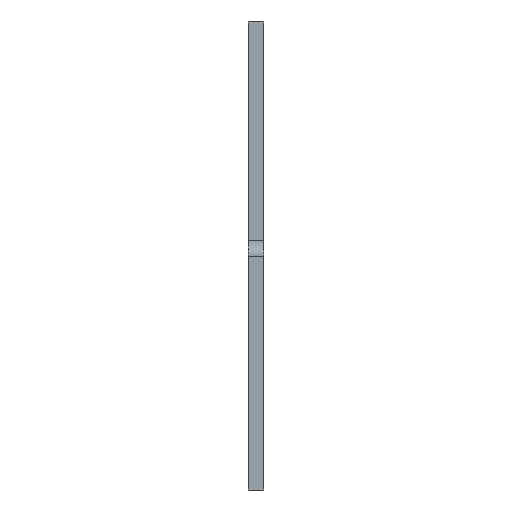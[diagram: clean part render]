
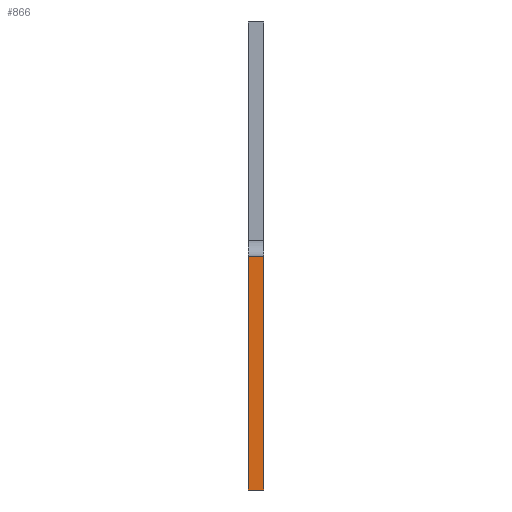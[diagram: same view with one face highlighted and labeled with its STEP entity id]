
A CAD part, left-side view. The second image highlights one B-rep face of the part: STEP entity #866.
In plain terms, the highlighted planar face has unit normal (-1, 0, 0).
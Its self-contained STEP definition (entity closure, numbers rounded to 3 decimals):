
#50 = ORIENTED_EDGE ( 'NONE', *, *, #494, .F. ) ;
#72 = DIRECTION ( 'NONE',  ( 0., 0., -1. ) ) ;
#98 = DIRECTION ( 'NONE',  ( 0., -1., 0. ) ) ;
#105 = LINE ( 'NONE', #464, #811 ) ;
#181 = CARTESIAN_POINT ( 'NONE',  ( -70.956, 5., -56.029 ) ) ;
#220 = ORIENTED_EDGE ( 'NONE', *, *, #1069, .F. ) ;
#265 = LINE ( 'NONE', #858, #913 ) ;
#314 = EDGE_LOOP ( 'NONE', ( #871, #50, #220, #477 ) ) ;
#343 = CARTESIAN_POINT ( 'NONE',  ( -70.956, 5., 18.971 ) ) ;
#464 = CARTESIAN_POINT ( 'NONE',  ( -70.956, 5., 0. ) ) ;
#477 = ORIENTED_EDGE ( 'NONE', *, *, #727, .T. ) ;
#494 = EDGE_CURVE ( 'NONE', #928, #942, #1213, .T. ) ;
#533 = CARTESIAN_POINT ( 'NONE',  ( -70.956, 0., 18.971 ) ) ;
#556 = VECTOR ( 'NONE', #98, 1000. ) ;
#563 = DIRECTION ( 'NONE',  ( 0., 0., 1. ) ) ;
#593 = CARTESIAN_POINT ( 'NONE',  ( -70.956, 0., -56.029 ) ) ;
#637 = CARTESIAN_POINT ( 'NONE',  ( -70.956, 5., 0. ) ) ;
#685 = EDGE_CURVE ( 'NONE', #1183, #942, #265, .T. ) ;
#703 = DIRECTION ( 'NONE',  ( 1., 0., 0. ) ) ;
#716 = PLANE ( 'NONE',  #959 ) ;
#727 = EDGE_CURVE ( 'NONE', #1002, #1183, #945, .T. ) ;
#753 = CARTESIAN_POINT ( 'NONE',  ( -70.956, 5., -56.029 ) ) ;
#811 = VECTOR ( 'NONE', #864, 1000. ) ;
#814 = DIRECTION ( 'NONE',  ( 0., -1., 0. ) ) ;
#858 = CARTESIAN_POINT ( 'NONE',  ( -70.956, 0., 0. ) ) ;
#864 = DIRECTION ( 'NONE',  ( 0., 0., 1. ) ) ;
#866 = ADVANCED_FACE ( 'NONE', ( #1115 ), #716, .F. ) ;
#871 = ORIENTED_EDGE ( 'NONE', *, *, #685, .T. ) ;
#913 = VECTOR ( 'NONE', #563, 1000. ) ;
#928 = VERTEX_POINT ( 'NONE', #343 ) ;
#942 = VERTEX_POINT ( 'NONE', #533 ) ;
#945 = LINE ( 'NONE', #753, #556 ) ;
#959 = AXIS2_PLACEMENT_3D ( 'NONE', #637, #703, #72 ) ;
#1002 = VERTEX_POINT ( 'NONE', #181 ) ;
#1011 = CARTESIAN_POINT ( 'NONE',  ( -70.956, 5., 18.971 ) ) ;
#1069 = EDGE_CURVE ( 'NONE', #1002, #928, #105, .T. ) ;
#1115 = FACE_OUTER_BOUND ( 'NONE', #314, .T. ) ;
#1173 = VECTOR ( 'NONE', #814, 1000. ) ;
#1183 = VERTEX_POINT ( 'NONE', #593 ) ;
#1213 = LINE ( 'NONE', #1011, #1173 ) ;
